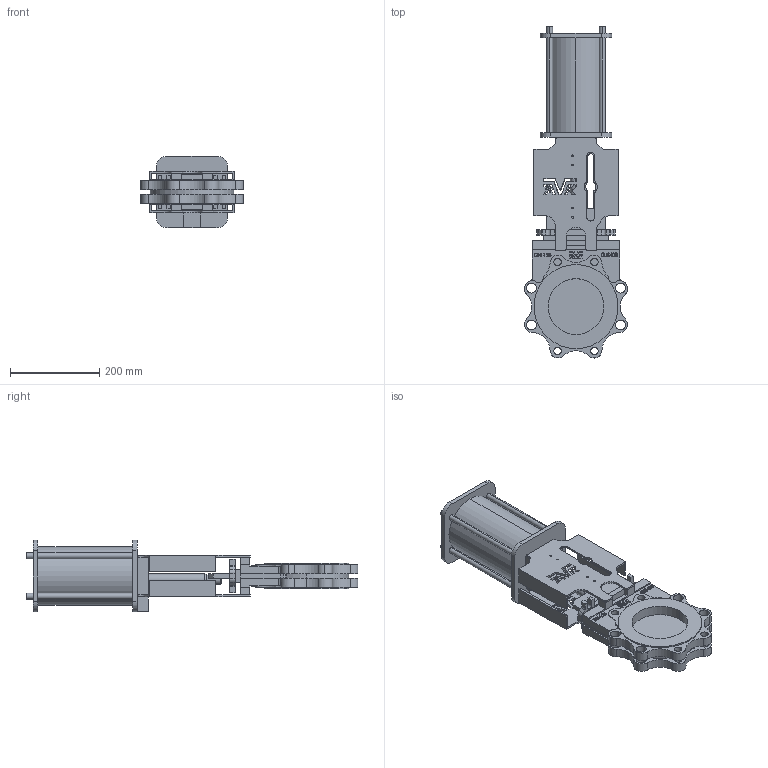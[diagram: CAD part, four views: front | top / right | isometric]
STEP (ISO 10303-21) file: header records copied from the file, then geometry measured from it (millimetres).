
FILE_DESCRIPTION (( 'STEP AP203' ), '1' );
FILE_NAME ('70212540034.STEP', '2017-04-21T10:54:57', ( '' ), ( '' ), 'SwSTEP 2.0', 'SolidWorks 2016', '' );
FILE_SCHEMA (( 'CONFIG_CONTROL_DESIGN' ));
Length unit declared in the file: millimetre
Products named in the file (1): 70212540034
Bounding box: 230.01 x 742.97 x 160 mm (x, y, z)
Volume: 6240696.7 mm3; surface area: 636654.3 mm2
Topology: 1 solids, 1 shells, 1100 faces, 3116 edges, 2076 vertices
Faces by surface type: plane 528, cylinder 433, bspline 136, cone 3
Entity records: 44264 total; most frequent: CARTESIAN_POINT 15523, ORIENTED_EDGE 6232, DIRECTION 5649, EDGE_CURVE 3116, VERTEX_POINT 2076, VECTOR 1965, LINE 1965, AXIS2_PLACEMENT_3D 1842
